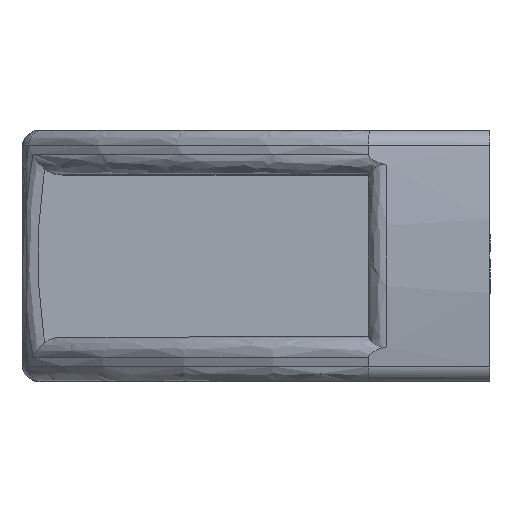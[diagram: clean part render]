
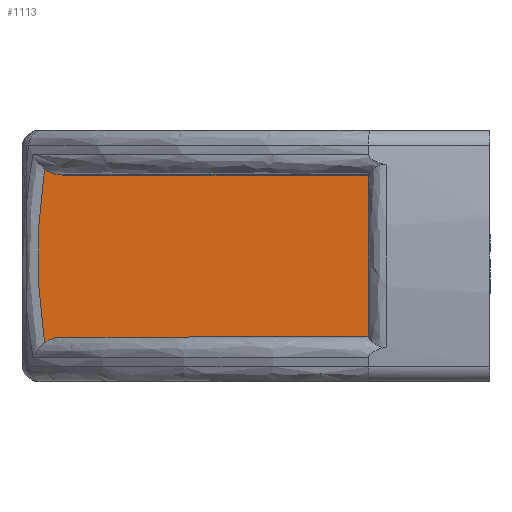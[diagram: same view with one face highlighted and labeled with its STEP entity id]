
A CAD part, left-side view. The second image highlights one B-rep face of the part: STEP entity #1113.
In plain terms, the highlighted planar face has unit normal (-1, 0, 0).
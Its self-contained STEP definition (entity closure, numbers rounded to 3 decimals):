
#70 = B_SPLINE_CURVE_WITH_KNOTS ( 'NONE', 3,
 ( #687, #2110, #5511, #4087, #2606, #6008, #6028, #5593, #1155, #3604, #3178, #2154, #667, #3646, #5017, #4571, #709, #1636, #1658, #5038, #4128, #6095, #2653, #3660 ),
 .UNSPECIFIED., .F., .F.,
 ( 4, 2, 2, 2, 2, 1, 1, 2, 2, 2, 2, 2, 4 ),
 ( 0., 0.125, 0.188, 0.25, 0.375, 0.438, 0.469, 0.484, 0.5, 0.625, 0.688, 0.75, 1. ),
 .UNSPECIFIED. ) ;
#133 = CARTESIAN_POINT ( 'NONE',  ( -63., 48.925, -9.277 ) ) ;
#194 = CARTESIAN_POINT ( 'NONE',  ( -63., 50.235, 3.004 ) ) ;
#213 = CARTESIAN_POINT ( 'NONE',  ( -63., 50.235, -3.008 ) ) ;
#234 = CARTESIAN_POINT ( 'NONE',  ( -63., 50.014, 6.02 ) ) ;
#274 = CARTESIAN_POINT ( 'NONE',  ( -63., 13.5, -9. ) ) ;
#299 = LINE ( 'NONE', #3436, #2609 ) ;
#313 = B_SPLINE_CURVE_WITH_KNOTS ( 'NONE', 3,
 ( #3671, #1232, #213, #194, #234, #1709 ),
 .UNSPECIFIED., .F., .F.,
 ( 4, 2, 4 ),
 ( 0., 0.5, 1. ),
 .UNSPECIFIED. ) ;
#493 = CARTESIAN_POINT ( 'NONE',  ( -63.001, 47.916, -9.02 ) ) ;
#593 = CARTESIAN_POINT ( 'NONE',  ( -63., 49.573, 9. ) ) ;
#615 = CARTESIAN_POINT ( 'NONE',  ( -63., 49.236, -9.453 ) ) ;
#667 = CARTESIAN_POINT ( 'NONE',  ( -63., 48.587, 9.171 ) ) ;
#687 = CARTESIAN_POINT ( 'NONE',  ( -63., 49.473, 9.648 ) ) ;
#709 = CARTESIAN_POINT ( 'NONE',  ( -63., 48.382, 9.109 ) ) ;
#749 = DIRECTION ( 'NONE',  ( 0., -1., 0. ) ) ;
#887 = VERTEX_POINT ( 'NONE', #2657 ) ;
#1042 = ORIENTED_EDGE ( 'NONE', *, *, #1993, .F. ) ;
#1107 = ORIENTED_EDGE ( 'NONE', *, *, #5788, .F. ) ;
#1113 = ADVANCED_FACE ( 'NONE', ( #5358 ), #6126, .F. ) ;
#1138 = VECTOR ( 'NONE', #749, 1000. ) ;
#1155 = CARTESIAN_POINT ( 'NONE',  ( -63., 48.881, 9.283 ) ) ;
#1224 = CARTESIAN_POINT ( 'NONE',  ( -63., 49.473, -9.648 ) ) ;
#1232 = CARTESIAN_POINT ( 'NONE',  ( -63., 50.014, -6.022 ) ) ;
#1250 = ORIENTED_EDGE ( 'NONE', *, *, #1735, .F. ) ;
#1342 = EDGE_LOOP ( 'NONE', ( #1042, #2181, #5145, #2494, #1963, #2039, #1107, #1250 ) ) ;
#1490 = EDGE_CURVE ( 'NONE', #1886, #1717, #3751, .T. ) ;
#1526 = CARTESIAN_POINT ( 'NONE',  ( -63., 49.573, 9. ) ) ;
#1564 = CARTESIAN_POINT ( 'NONE',  ( -63., 48.259, -9.08 ) ) ;
#1589 = CARTESIAN_POINT ( 'NONE',  ( -63., 48.486, -9.139 ) ) ;
#1600 = CARTESIAN_POINT ( 'NONE',  ( -63., 13.5, -9. ) ) ;
#1636 = CARTESIAN_POINT ( 'NONE',  ( -63., 48.25, 9.079 ) ) ;
#1658 = CARTESIAN_POINT ( 'NONE',  ( -63., 48.206, 9.069 ) ) ;
#1704 = EDGE_CURVE ( 'NONE', #1717, #3477, #2247, .T. ) ;
#1709 = CARTESIAN_POINT ( 'NONE',  ( -63., 49.573, 9. ) ) ;
#1717 = VERTEX_POINT ( 'NONE', #4606 ) ;
#1735 = EDGE_CURVE ( 'NONE', #4617, #3383, #313, .T. ) ;
#1886 = VERTEX_POINT ( 'NONE', #1600 ) ;
#1963 = ORIENTED_EDGE ( 'NONE', *, *, #4637, .F. ) ;
#1993 = EDGE_CURVE ( 'NONE', #3477, #4617, #2744, .T. ) ;
#2039 = ORIENTED_EDGE ( 'NONE', *, *, #5372, .F. ) ;
#2110 = CARTESIAN_POINT ( 'NONE',  ( -63.001, 49.403, 9.59 ) ) ;
#2154 = CARTESIAN_POINT ( 'NONE',  ( -63., 48.62, 9.182 ) ) ;
#2181 = ORIENTED_EDGE ( 'NONE', *, *, #1704, .F. ) ;
#2216 = DIRECTION ( 'NONE',  ( 0., 0., -1. ) ) ;
#2247 = B_SPLINE_CURVE_WITH_KNOTS ( 'NONE', 3,
 ( #4375, #2452, #493, #2553, #1564, #3914, #4022, #1589, #5977, #5486, #2581, #3066, #133, #615, #4103 ),
 .UNSPECIFIED., .F., .F.,
 ( 4, 2, 2, 1, 1, 1, 2, 2, 4 ),
 ( 0., 0.25, 0.375, 0.438, 0.469, 0.484, 0.492, 0.5, 1. ),
 .UNSPECIFIED. ) ;
#2260 = CARTESIAN_POINT ( 'NONE',  ( -63., 49.473, 9.648 ) ) ;
#2452 = CARTESIAN_POINT ( 'NONE',  ( -63., 47.718, -9. ) ) ;
#2455 = AXIS2_PLACEMENT_3D ( 'NONE', #274, #2670, #2216 ) ;
#2494 = ORIENTED_EDGE ( 'NONE', *, *, #3184, .F. ) ;
#2532 = VECTOR ( 'NONE', #5989, 1000. ) ;
#2553 = CARTESIAN_POINT ( 'NONE',  ( -63., 48.177, -9.063 ) ) ;
#2581 = CARTESIAN_POINT ( 'NONE',  ( -63., 48.536, -9.154 ) ) ;
#2606 = CARTESIAN_POINT ( 'NONE',  ( -63., 49.182, 9.442 ) ) ;
#2609 = VECTOR ( 'NONE', #4872, 1000. ) ;
#2653 = CARTESIAN_POINT ( 'NONE',  ( -62.999, 47.673, 9. ) ) ;
#2657 = CARTESIAN_POINT ( 'NONE',  ( -63., 47.5, 9. ) ) ;
#2670 = DIRECTION ( 'NONE',  ( 1., 0., 0. ) ) ;
#2744 = B_SPLINE_CURVE_WITH_KNOTS ( 'NONE', 3,
 ( #1224, #6098, #4639, #6080 ),
 .UNSPECIFIED., .F., .F.,
 ( 4, 4 ),
 ( 0., 1. ),
 .UNSPECIFIED. ) ;
#3004 = CARTESIAN_POINT ( 'NONE',  ( -63., 13.5, 9. ) ) ;
#3066 = CARTESIAN_POINT ( 'NONE',  ( -63., 48.538, -9.155 ) ) ;
#3097 = CARTESIAN_POINT ( 'NONE',  ( -63., 13.5, -9. ) ) ;
#3178 = CARTESIAN_POINT ( 'NONE',  ( -63., 48.696, 9.208 ) ) ;
#3184 = EDGE_CURVE ( 'NONE', #5306, #1886, #299, .T. ) ;
#3383 = VERTEX_POINT ( 'NONE', #593 ) ;
#3436 = CARTESIAN_POINT ( 'NONE',  ( -63., 13.5, -9. ) ) ;
#3477 = VERTEX_POINT ( 'NONE', #4074 ) ;
#3604 = CARTESIAN_POINT ( 'NONE',  ( -63., 48.758, 9.233 ) ) ;
#3646 = CARTESIAN_POINT ( 'NONE',  ( -63., 48.565, 9.164 ) ) ;
#3648 = CARTESIAN_POINT ( 'NONE',  ( -63., 13.5, 9. ) ) ;
#3660 = CARTESIAN_POINT ( 'NONE',  ( -63., 47.5, 9. ) ) ;
#3671 = CARTESIAN_POINT ( 'NONE',  ( -63., 49.573, -9. ) ) ;
#3751 = LINE ( 'NONE', #3097, #2532 ) ;
#3914 = CARTESIAN_POINT ( 'NONE',  ( -63., 48.372, -9.108 ) ) ;
#3986 = CARTESIAN_POINT ( 'NONE',  ( -63., 49.573, -9. ) ) ;
#4022 = CARTESIAN_POINT ( 'NONE',  ( -63., 48.426, -9.122 ) ) ;
#4074 = CARTESIAN_POINT ( 'NONE',  ( -63., 49.473, -9.648 ) ) ;
#4084 = VERTEX_POINT ( 'NONE', #2260 ) ;
#4087 = CARTESIAN_POINT ( 'NONE',  ( -63.001, 49.219, 9.465 ) ) ;
#4103 = CARTESIAN_POINT ( 'NONE',  ( -63., 49.473, -9.648 ) ) ;
#4128 = CARTESIAN_POINT ( 'NONE',  ( -63., 48.07, 9.045 ) ) ;
#4358 = CARTESIAN_POINT ( 'NONE',  ( -63., 49.473, 9.648 ) ) ;
#4375 = CARTESIAN_POINT ( 'NONE',  ( -63., 47.5, -9. ) ) ;
#4571 = CARTESIAN_POINT ( 'NONE',  ( -63., 48.465, 9.132 ) ) ;
#4606 = CARTESIAN_POINT ( 'NONE',  ( -63., 47.5, -9. ) ) ;
#4617 = VERTEX_POINT ( 'NONE', #3986 ) ;
#4637 = EDGE_CURVE ( 'NONE', #887, #5306, #5259, .T. ) ;
#4639 = CARTESIAN_POINT ( 'NONE',  ( -63., 49.541, -9.216 ) ) ;
#4872 = DIRECTION ( 'NONE',  ( 0., 0., -1. ) ) ;
#5017 = CARTESIAN_POINT ( 'NONE',  ( -63., 48.553, 9.16 ) ) ;
#5038 = CARTESIAN_POINT ( 'NONE',  ( -63., 48.113, 9.052 ) ) ;
#5145 = ORIENTED_EDGE ( 'NONE', *, *, #1490, .F. ) ;
#5259 = LINE ( 'NONE', #3648, #1138 ) ;
#5306 = VERTEX_POINT ( 'NONE', #3004 ) ;
#5338 = CARTESIAN_POINT ( 'NONE',  ( -63., 49.508, 9.432 ) ) ;
#5358 = FACE_OUTER_BOUND ( 'NONE', #1342, .T. ) ;
#5372 = EDGE_CURVE ( 'NONE', #4084, #887, #70, .T. ) ;
#5422 = CARTESIAN_POINT ( 'NONE',  ( -63., 49.541, 9.216 ) ) ;
#5475 = B_SPLINE_CURVE_WITH_KNOTS ( 'NONE', 3,
 ( #1526, #5422, #5338, #4358 ),
 .UNSPECIFIED., .F., .F.,
 ( 4, 4 ),
 ( 0., 1. ),
 .UNSPECIFIED. ) ;
#5486 = CARTESIAN_POINT ( 'NONE',  ( -63., 48.528, -9.152 ) ) ;
#5511 = CARTESIAN_POINT ( 'NONE',  ( -63.001, 49.33, 9.538 ) ) ;
#5593 = CARTESIAN_POINT ( 'NONE',  ( -63., 48.958, 9.32 ) ) ;
#5788 = EDGE_CURVE ( 'NONE', #3383, #4084, #5475, .T. ) ;
#5977 = CARTESIAN_POINT ( 'NONE',  ( -63., 48.515, -9.148 ) ) ;
#5989 = DIRECTION ( 'NONE',  ( 0., 1., 0. ) ) ;
#6008 = CARTESIAN_POINT ( 'NONE',  ( -63., 49.107, 9.398 ) ) ;
#6028 = CARTESIAN_POINT ( 'NONE',  ( -63., 49.068, 9.377 ) ) ;
#6080 = CARTESIAN_POINT ( 'NONE',  ( -63., 49.573, -9. ) ) ;
#6095 = CARTESIAN_POINT ( 'NONE',  ( -63., 47.849, 9.012 ) ) ;
#6098 = CARTESIAN_POINT ( 'NONE',  ( -63., 49.507, -9.432 ) ) ;
#6126 = PLANE ( 'NONE',  #2455 ) ;
